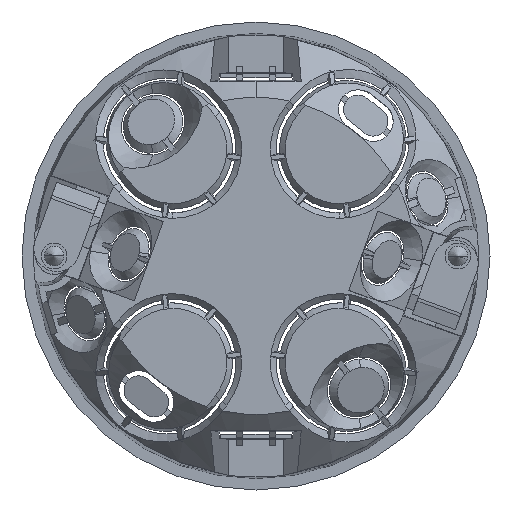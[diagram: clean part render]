
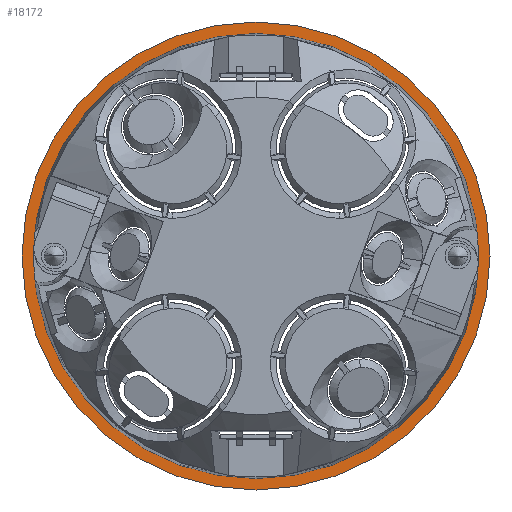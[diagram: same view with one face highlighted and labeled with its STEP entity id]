
A CAD part, front view. The second image highlights one B-rep face of the part: STEP entity #18172.
In plain terms, the highlighted planar face has unit normal (0, -1, 0).
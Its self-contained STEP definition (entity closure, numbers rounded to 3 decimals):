
#38 = DIRECTION ( 'NONE',  ( 0., 1., 0. ) ) ;
#200 = ORIENTED_EDGE ( 'NONE', *, *, #14442, .F. ) ;
#336 = DIRECTION ( 'NONE',  ( 0., 1., 0. ) ) ;
#455 = EDGE_CURVE ( 'NONE', #18375, #7118, #3789, .T. ) ;
#634 = CARTESIAN_POINT ( 'NONE',  ( 0., -1., -33.916 ) ) ;
#1704 = EDGE_CURVE ( 'NONE', #26217, #9949, #10506, .T. ) ;
#3653 = DIRECTION ( 'NONE',  ( 0., 0., 1. ) ) ;
#3789 = CIRCLE ( 'NONE', #7733, 33.916 ) ;
#4379 = DIRECTION ( 'NONE',  ( 0., 0., 1. ) ) ;
#4444 = CARTESIAN_POINT ( 'NONE',  ( 0., -1., -35.65 ) ) ;
#5336 = CARTESIAN_POINT ( 'NONE',  ( 0., -1., 0. ) ) ;
#6168 = AXIS2_PLACEMENT_3D ( 'NONE', #24467, #38, #26229 ) ;
#6197 = AXIS2_PLACEMENT_3D ( 'NONE', #5336, #15251, #19230 ) ;
#7118 = VERTEX_POINT ( 'NONE', #15167 ) ;
#7733 = AXIS2_PLACEMENT_3D ( 'NONE', #16720, #25046, #4379 ) ;
#7865 = CARTESIAN_POINT ( 'NONE',  ( 0., -1., 0. ) ) ;
#7888 = CIRCLE ( 'NONE', #6168, 33.916 ) ;
#8064 = ORIENTED_EDGE ( 'NONE', *, *, #23927, .T. ) ;
#8652 = AXIS2_PLACEMENT_3D ( 'NONE', #25107, #336, #10601 ) ;
#9344 = CIRCLE ( 'NONE', #6197, 35.65 ) ;
#9860 = EDGE_LOOP ( 'NONE', ( #25740, #200 ) ) ;
#9949 = VERTEX_POINT ( 'NONE', #4444 ) ;
#10506 = CIRCLE ( 'NONE', #14796, 35.65 ) ;
#10601 = DIRECTION ( 'NONE',  ( 0., 0., 1. ) ) ;
#13703 = DIRECTION ( 'NONE',  ( 0., 1., 0. ) ) ;
#14442 = EDGE_CURVE ( 'NONE', #9949, #26217, #9344, .T. ) ;
#14796 = AXIS2_PLACEMENT_3D ( 'NONE', #7865, #13703, #3653 ) ;
#15167 = CARTESIAN_POINT ( 'NONE',  ( 0., -1., 33.916 ) ) ;
#15251 = DIRECTION ( 'NONE',  ( 0., 1., 0. ) ) ;
#16720 = CARTESIAN_POINT ( 'NONE',  ( 0., -1., 0. ) ) ;
#16859 = PLANE ( 'NONE',  #8652 ) ;
#18134 = FACE_BOUND ( 'NONE', #23539, .T. ) ;
#18172 = ADVANCED_FACE ( 'NONE', ( #18134, #18765 ), #16859, .F. ) ;
#18375 = VERTEX_POINT ( 'NONE', #634 ) ;
#18765 = FACE_OUTER_BOUND ( 'NONE', #9860, .T. ) ;
#19230 = DIRECTION ( 'NONE',  ( 0., 0., 1. ) ) ;
#22986 = CARTESIAN_POINT ( 'NONE',  ( 0., -1., 35.65 ) ) ;
#23539 = EDGE_LOOP ( 'NONE', ( #8064, #24819 ) ) ;
#23927 = EDGE_CURVE ( 'NONE', #7118, #18375, #7888, .T. ) ;
#24467 = CARTESIAN_POINT ( 'NONE',  ( 0., -1., 0. ) ) ;
#24819 = ORIENTED_EDGE ( 'NONE', *, *, #455, .T. ) ;
#25046 = DIRECTION ( 'NONE',  ( 0., 1., 0. ) ) ;
#25107 = CARTESIAN_POINT ( 'NONE',  ( 0., -1., 0. ) ) ;
#25740 = ORIENTED_EDGE ( 'NONE', *, *, #1704, .F. ) ;
#26217 = VERTEX_POINT ( 'NONE', #22986 ) ;
#26229 = DIRECTION ( 'NONE',  ( 0., 0., 1. ) ) ;
